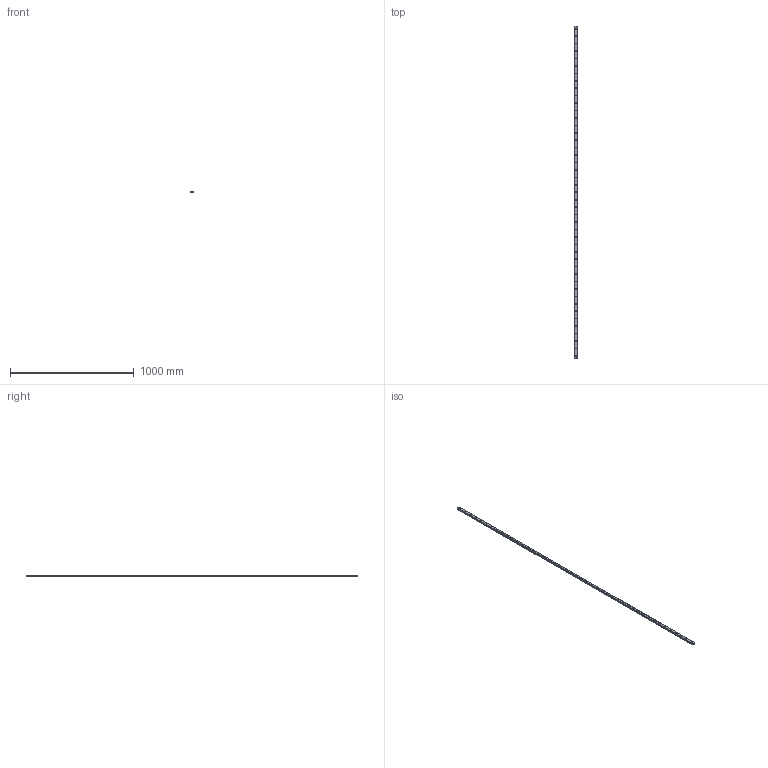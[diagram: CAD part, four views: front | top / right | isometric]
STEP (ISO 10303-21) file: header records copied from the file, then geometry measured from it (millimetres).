
FILE_DESCRIPTION(('STEP AP214'),'1');
FILE_NAME('cctmp_CEFD45A8-9D06-46C4-A793-EB37CD1C57BE_2021_02_04_09_42_54_0703..stp','2021-02-04T08:42:54',('HIWIN GmbH'),('CADClick - www.CADClick.com'),'Spatial InterOp 3D',' ','unknown authorization');
FILE_SCHEMA(('AUTOMOTIVE_DESIGN'));
Length unit declared in the file: millimetre
Products named in the file (1): EGR20R2680C_FILE
Bounding box: 20 x 2680 x 15.5 mm (x, y, z)
Volume: 718944.1 mm3; surface area: 214493.4 mm2
Topology: 1 solids, 1 shells, 643 faces, 1461 edges, 914 vertices
Faces by surface type: plane 355, cylinder 288
Entity records: 23319 total; most frequent: DIRECTION 3505, CARTESIAN_POINT 3019, ORIENTED_EDGE 2922, EDGE_CURVE 1461, AXIS2_PLACEMENT_3D 1400, VERTEX_POINT 914, EDGE_LOOP 737, LINE 705
